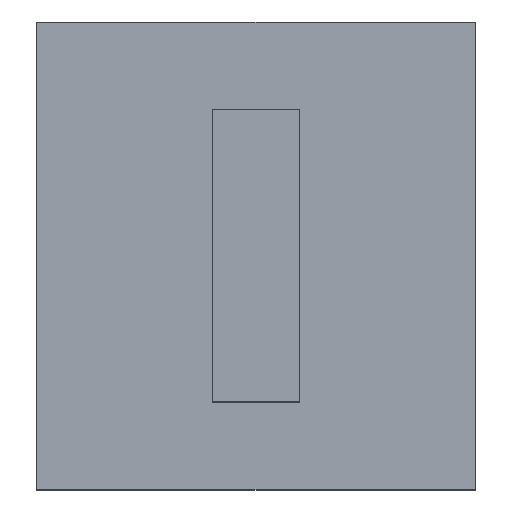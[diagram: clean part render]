
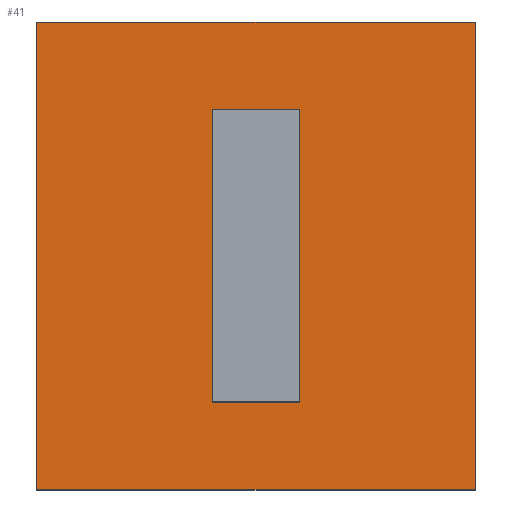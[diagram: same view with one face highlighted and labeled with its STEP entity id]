
A CAD part, top view. The second image highlights one B-rep face of the part: STEP entity #41.
In plain terms, the highlighted planar face has unit normal (0, 0, 1).
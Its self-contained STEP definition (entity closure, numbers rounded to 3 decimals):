
#8 = ORIENTED_EDGE ( 'NONE', *, *, #308, .T. ) ;
#13 = EDGE_LOOP ( 'NONE', ( #157, #125, #8, #104 ) ) ;
#17 = VECTOR ( 'NONE', #169, 1000. ) ;
#20 = CARTESIAN_POINT ( 'NONE',  ( 90., 130., 15. ) ) ;
#24 = DIRECTION ( 'NONE',  ( 1., 0., 0. ) ) ;
#36 = DIRECTION ( 'NONE',  ( 1., 0., 0. ) ) ;
#38 = LINE ( 'NONE', #262, #277 ) ;
#39 = CARTESIAN_POINT ( 'NONE',  ( 150., 0., 15. ) ) ;
#41 = ADVANCED_FACE ( 'NONE', ( #96, #276 ), #103, .F. ) ;
#48 = EDGE_CURVE ( 'NONE', #307, #259, #51, .T. ) ;
#49 = EDGE_LOOP ( 'NONE', ( #53, #197, #267, #266 ) ) ;
#51 = LINE ( 'NONE', #124, #208 ) ;
#53 = ORIENTED_EDGE ( 'NONE', *, *, #141, .F. ) ;
#54 = LINE ( 'NONE', #164, #236 ) ;
#67 = AXIS2_PLACEMENT_3D ( 'NONE', #127, #233, #174 ) ;
#73 = VECTOR ( 'NONE', #82, 1000. ) ;
#79 = CARTESIAN_POINT ( 'NONE',  ( 90., 30., 15. ) ) ;
#82 = DIRECTION ( 'NONE',  ( 0., 1., 0. ) ) ;
#84 = DIRECTION ( 'NONE',  ( -1., 0., 0. ) ) ;
#89 = CARTESIAN_POINT ( 'NONE',  ( 60., 130., 15. ) ) ;
#96 = FACE_OUTER_BOUND ( 'NONE', #13, .T. ) ;
#103 = PLANE ( 'NONE',  #67 ) ;
#104 = ORIENTED_EDGE ( 'NONE', *, *, #151, .T. ) ;
#116 = CARTESIAN_POINT ( 'NONE',  ( 0., 0., 15. ) ) ;
#118 = CARTESIAN_POINT ( 'NONE',  ( 0., 0., 15. ) ) ;
#124 = CARTESIAN_POINT ( 'NONE',  ( 0., 0., 15. ) ) ;
#125 = ORIENTED_EDGE ( 'NONE', *, *, #252, .T. ) ;
#127 = CARTESIAN_POINT ( 'NONE',  ( 0., 0., 15. ) ) ;
#137 = DIRECTION ( 'NONE',  ( 0., 1., 0. ) ) ;
#141 = EDGE_CURVE ( 'NONE', #216, #311, #280, .T. ) ;
#147 = VECTOR ( 'NONE', #137, 1000. ) ;
#151 = EDGE_CURVE ( 'NONE', #285, #307, #54, .T. ) ;
#157 = ORIENTED_EDGE ( 'NONE', *, *, #48, .T. ) ;
#164 = CARTESIAN_POINT ( 'NONE',  ( 0., 160., 15. ) ) ;
#165 = LINE ( 'NONE', #89, #204 ) ;
#168 = CARTESIAN_POINT ( 'NONE',  ( 150., 160., 15. ) ) ;
#169 = DIRECTION ( 'NONE',  ( 0., -1., 0. ) ) ;
#173 = EDGE_CURVE ( 'NONE', #184, #216, #38, .T. ) ;
#174 = DIRECTION ( 'NONE',  ( -1., 0., 0. ) ) ;
#180 = DIRECTION ( 'NONE',  ( 0., -1., 0. ) ) ;
#184 = VERTEX_POINT ( 'NONE', #237 ) ;
#188 = CARTESIAN_POINT ( 'NONE',  ( 150., 0., 15. ) ) ;
#197 = ORIENTED_EDGE ( 'NONE', *, *, #173, .F. ) ;
#201 = CARTESIAN_POINT ( 'NONE',  ( 60., 130., 15. ) ) ;
#204 = VECTOR ( 'NONE', #322, 1000. ) ;
#208 = VECTOR ( 'NONE', #180, 1000. ) ;
#216 = VERTEX_POINT ( 'NONE', #318 ) ;
#224 = LINE ( 'NONE', #299, #17 ) ;
#233 = DIRECTION ( 'NONE',  ( 0., 0., -1. ) ) ;
#236 = VECTOR ( 'NONE', #84, 1000. ) ;
#237 = CARTESIAN_POINT ( 'NONE',  ( 60., 30., 15. ) ) ;
#238 = LINE ( 'NONE', #39, #147 ) ;
#252 = EDGE_CURVE ( 'NONE', #259, #298, #301, .T. ) ;
#257 = EDGE_CURVE ( 'NONE', #281, #184, #224, .T. ) ;
#259 = VERTEX_POINT ( 'NONE', #118 ) ;
#262 = CARTESIAN_POINT ( 'NONE',  ( 60., 30., 15. ) ) ;
#263 = CARTESIAN_POINT ( 'NONE',  ( 0., 160., 15. ) ) ;
#266 = ORIENTED_EDGE ( 'NONE', *, *, #320, .F. ) ;
#267 = ORIENTED_EDGE ( 'NONE', *, *, #257, .F. ) ;
#276 = FACE_BOUND ( 'NONE', #49, .T. ) ;
#277 = VECTOR ( 'NONE', #36, 1000. ) ;
#280 = LINE ( 'NONE', #79, #73 ) ;
#281 = VERTEX_POINT ( 'NONE', #201 ) ;
#285 = VERTEX_POINT ( 'NONE', #168 ) ;
#298 = VERTEX_POINT ( 'NONE', #188 ) ;
#299 = CARTESIAN_POINT ( 'NONE',  ( 60., 30., 15. ) ) ;
#301 = LINE ( 'NONE', #116, #310 ) ;
#307 = VERTEX_POINT ( 'NONE', #263 ) ;
#308 = EDGE_CURVE ( 'NONE', #298, #285, #238, .T. ) ;
#310 = VECTOR ( 'NONE', #24, 1000. ) ;
#311 = VERTEX_POINT ( 'NONE', #20 ) ;
#318 = CARTESIAN_POINT ( 'NONE',  ( 90., 30., 15. ) ) ;
#320 = EDGE_CURVE ( 'NONE', #311, #281, #165, .T. ) ;
#322 = DIRECTION ( 'NONE',  ( -1., 0., 0. ) ) ;
